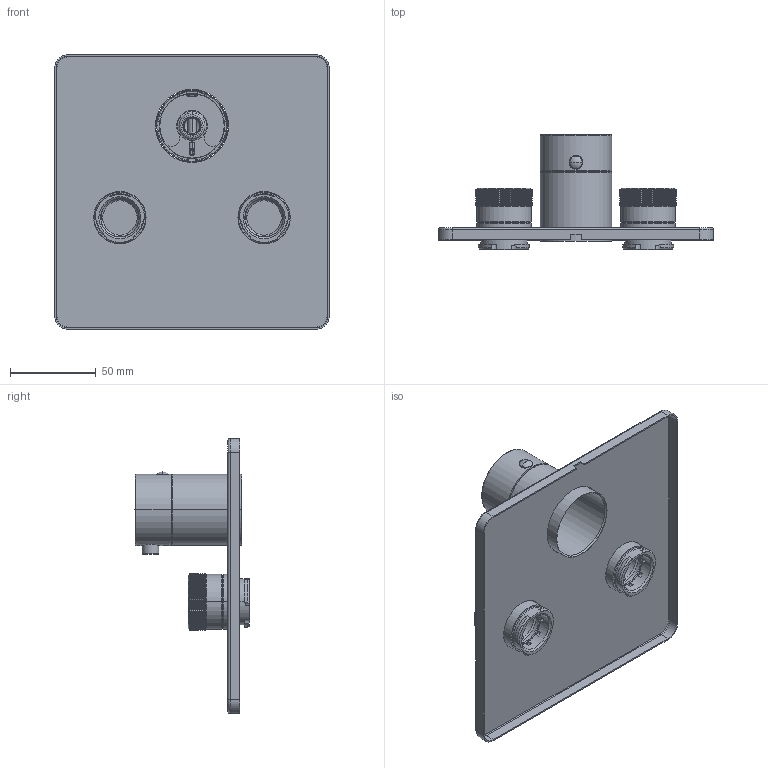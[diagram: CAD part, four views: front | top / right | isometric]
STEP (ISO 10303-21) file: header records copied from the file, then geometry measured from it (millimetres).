
FILE_DESCRIPTION((''),'2;1');
FILE_NAME('AIMA692E003','2023-09-07T16:18:50',('michelaferrini'),(''),'CREO PARAMETRIC BY PTC INC, 2022164','CREO PARAMETRIC BY PTC INC, 2022164','');
FILE_SCHEMA(('CONFIG_CONTROL_DESIGN'));
Products named in the file (10): SINMAC0010; AIMA692C007; AIMA005C001; AIMA005C002; SPLMAC0005; AIMA693C010; SRNMAC0009; AIMA693C017; AIMA693C012; AIMA692E003
Assembly tree (13 placements, depth 2):
  AIMA692E003
    SINMAC0010
    AIMA692C007
    AIMA005C001
    AIMA005C002
    SPLMAC0005
    AIMA693C010  x2
    SRNMAC0009  x2
    AIMA693C017  x2
    AIMA693C012  x2
Bounding box: 160 x 66.87 x 160 mm (x, y, z)
Volume: 66352.8 mm3; surface area: 100804.5 mm2
Topology: 13 solids, 15 shells, 9267 faces, 21836 edges, 12623 vertices
Faces by surface type: cylinder 2891, plane 2772, cone 2382, torus 1172, bspline 38, sphere 12
Entity records: 151118 total; most frequent: CARTESIAN_POINT 50005, ORIENTED_EDGE 22706, DIRECTION 18701, EDGE_CURVE 11358, AXIS2_PLACEMENT_3D 7811, VERTEX_POINT 6589, B_SPLINE_CURVE_WITH_KNOTS 5267, EDGE_LOOP 4853
